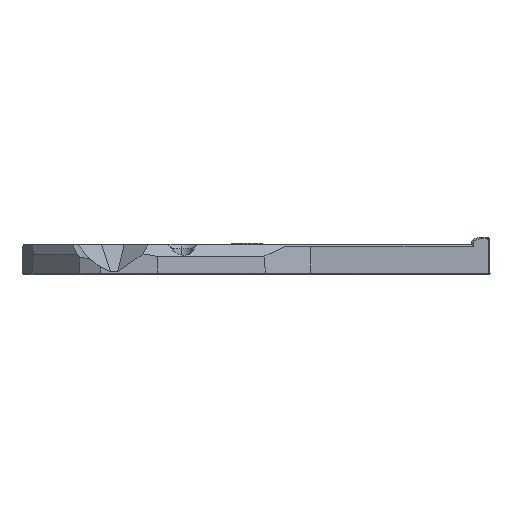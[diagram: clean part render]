
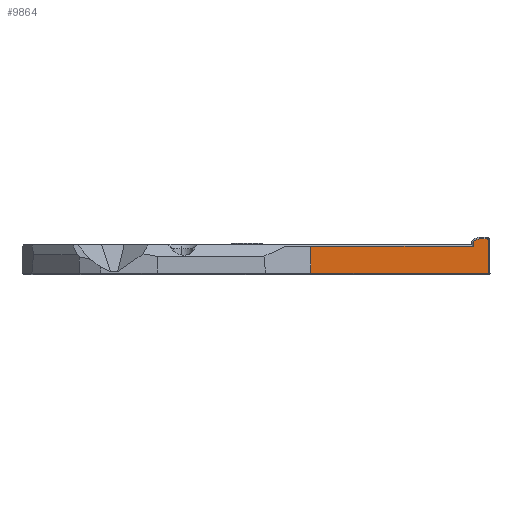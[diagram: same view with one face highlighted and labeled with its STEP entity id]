
A CAD part, left-side view. The second image highlights one B-rep face of the part: STEP entity #9864.
In plain terms, the highlighted planar face has unit normal (-1, 0, 0).
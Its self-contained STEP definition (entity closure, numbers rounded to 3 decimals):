
#132 = CARTESIAN_POINT ( 'NONE',  ( -21.6, 23.227, 1.6 ) ) ;
#289 = LINE ( 'NONE', #10547, #21691 ) ;
#372 = CARTESIAN_POINT ( 'NONE',  ( -21.6, 14.327, -7.4 ) ) ;
#609 = CARTESIAN_POINT ( 'NONE',  ( -21.6, -36.599, 0.717 ) ) ;
#1329 = AXIS2_PLACEMENT_3D ( 'NONE', #13796, #19267, #8363 ) ;
#1342 = EDGE_LOOP ( 'NONE', ( #17716, #13472, #7925, #16436, #14146, #4557, #9615, #6310, #16967, #18425, #3226 ) ) ;
#1523 = LINE ( 'NONE', #13919, #7164 ) ;
#1881 = CARTESIAN_POINT ( 'NONE',  ( -21.6, -39.999, 1. ) ) ;
#3226 = ORIENTED_EDGE ( 'NONE', *, *, #21286, .F. ) ;
#3450 = FACE_OUTER_BOUND ( 'NONE', #1342, .T. ) ;
#3498 = CIRCLE ( 'NONE', #1329, 0.6 ) ;
#3564 = DIRECTION ( 'NONE',  ( 0., 0., 1. ) ) ;
#4082 = VERTEX_POINT ( 'NONE', #15168 ) ;
#4205 = CARTESIAN_POINT ( 'NONE',  ( -21.6, -36.599, -1.45 ) ) ;
#4557 = ORIENTED_EDGE ( 'NONE', *, *, #20981, .F. ) ;
#4727 = VERTEX_POINT ( 'NONE', #609 ) ;
#4963 = DIRECTION ( 'NONE',  ( 0., -0.707, 0.707 ) ) ;
#5067 = CARTESIAN_POINT ( 'NONE',  ( -21.6, -36.599, -0.4 ) ) ;
#5309 = CARTESIAN_POINT ( 'NONE',  ( -21.6, -36.72, 0.838 ) ) ;
#5572 = DIRECTION ( 'NONE',  ( 0., 0., 1. ) ) ;
#6310 = ORIENTED_EDGE ( 'NONE', *, *, #11245, .F. ) ;
#6337 = DIRECTION ( 'NONE',  ( 0., 0., -1. ) ) ;
#6486 = EDGE_CURVE ( 'NONE', #12479, #9041, #22221, .T. ) ;
#6661 = DIRECTION ( 'NONE',  ( 0., -1., 0. ) ) ;
#6729 = CARTESIAN_POINT ( 'NONE',  ( -21.6, -38.559, -1. ) ) ;
#7164 = VECTOR ( 'NONE', #6661, 1000. ) ;
#7245 = DIRECTION ( 'NONE',  ( 1., 0., 0. ) ) ;
#7925 = ORIENTED_EDGE ( 'NONE', *, *, #12897, .F. ) ;
#8192 = DIRECTION ( 'NONE',  ( 0., -0.707, 0.707 ) ) ;
#8305 = VERTEX_POINT ( 'NONE', #20060 ) ;
#8363 = DIRECTION ( 'NONE',  ( 0., -0.707, 0.707 ) ) ;
#8757 = CARTESIAN_POINT ( 'NONE',  ( -21.6, -40.599, -7.4 ) ) ;
#9041 = VERTEX_POINT ( 'NONE', #9060 ) ;
#9060 = CARTESIAN_POINT ( 'NONE',  ( -21.6, -40.423, 1.424 ) ) ;
#9531 = VERTEX_POINT ( 'NONE', #9785 ) ;
#9566 = CARTESIAN_POINT ( 'NONE',  ( -21.6, 5.663, -7.4 ) ) ;
#9615 = ORIENTED_EDGE ( 'NONE', *, *, #11098, .F. ) ;
#9785 = CARTESIAN_POINT ( 'NONE',  ( -21.6, -40.599, 1. ) ) ;
#9864 = ADVANCED_FACE ( 'NONE', ( #3450 ), #12239, .T. ) ;
#10318 = DIRECTION ( 'NONE',  ( 1., 0., 0. ) ) ;
#10461 = VECTOR ( 'NONE', #6337, 1000. ) ;
#10547 = CARTESIAN_POINT ( 'NONE',  ( -21.6, 5.663, 48.662 ) ) ;
#11098 = EDGE_CURVE ( 'NONE', #8305, #4082, #17287, .T. ) ;
#11245 = EDGE_CURVE ( 'NONE', #20700, #8305, #19093, .T. ) ;
#11444 = AXIS2_PLACEMENT_3D ( 'NONE', #14686, #7245, #16424 ) ;
#11492 = VECTOR ( 'NONE', #14029, 1000. ) ;
#11688 = LINE ( 'NONE', #13383, #10461 ) ;
#12239 = PLANE ( 'NONE',  #21163 ) ;
#12345 = EDGE_CURVE ( 'NONE', #9041, #9531, #3498, .T. ) ;
#12479 = VERTEX_POINT ( 'NONE', #19498 ) ;
#12560 = VECTOR ( 'NONE', #21117, 1000. ) ;
#12897 = EDGE_CURVE ( 'NONE', #9531, #18525, #11688, .T. ) ;
#13383 = CARTESIAN_POINT ( 'NONE',  ( -21.6, -40.599, -8.75 ) ) ;
#13472 = ORIENTED_EDGE ( 'NONE', *, *, #19062, .T. ) ;
#13651 = DIRECTION ( 'NONE',  ( 0., 0.383, 0.924 ) ) ;
#13796 = CARTESIAN_POINT ( 'NONE',  ( -21.6, -39.999, 1. ) ) ;
#13919 = CARTESIAN_POINT ( 'NONE',  ( -21.6, 26.727, -0.4 ) ) ;
#14029 = DIRECTION ( 'NONE',  ( 0., -1., 0. ) ) ;
#14057 = VERTEX_POINT ( 'NONE', #15809 ) ;
#14142 = LINE ( 'NONE', #372, #12560 ) ;
#14146 = ORIENTED_EDGE ( 'NONE', *, *, #6486, .F. ) ;
#14686 = CARTESIAN_POINT ( 'NONE',  ( -21.6, -38.559, -1. ) ) ;
#14928 = AXIS2_PLACEMENT_3D ( 'NONE', #1881, #10318, #4963 ) ;
#15023 = DIRECTION ( 'NONE',  ( 1., 0., 0. ) ) ;
#15168 = CARTESIAN_POINT ( 'NONE',  ( -21.6, -38.559, 1.6 ) ) ;
#15303 = VECTOR ( 'NONE', #5572, 1000. ) ;
#15534 = VERTEX_POINT ( 'NONE', #9566 ) ;
#15622 = VERTEX_POINT ( 'NONE', #5067 ) ;
#15739 = LINE ( 'NONE', #132, #11492 ) ;
#15809 = CARTESIAN_POINT ( 'NONE',  ( -21.6, 5.663, -0.4 ) ) ;
#16134 = EDGE_CURVE ( 'NONE', #15622, #4727, #19799, .T. ) ;
#16424 = DIRECTION ( 'NONE',  ( 0., 0.383, 0.924 ) ) ;
#16436 = ORIENTED_EDGE ( 'NONE', *, *, #12345, .F. ) ;
#16967 = ORIENTED_EDGE ( 'NONE', *, *, #20279, .F. ) ;
#17156 = CARTESIAN_POINT ( 'NONE',  ( -21.6, 14.327, -52.207 ) ) ;
#17287 = CIRCLE ( 'NONE', #11444, 2.6 ) ;
#17313 = VECTOR ( 'NONE', #8192, 1000. ) ;
#17716 = ORIENTED_EDGE ( 'NONE', *, *, #20674, .T. ) ;
#18425 = ORIENTED_EDGE ( 'NONE', *, *, #16134, .F. ) ;
#18525 = VERTEX_POINT ( 'NONE', #8757 ) ;
#18887 = LINE ( 'NONE', #19002, #17313 ) ;
#19002 = CARTESIAN_POINT ( 'NONE',  ( -21.6, -11.902, -23.979 ) ) ;
#19062 = EDGE_CURVE ( 'NONE', #15534, #18525, #14142, .T. ) ;
#19093 = CIRCLE ( 'NONE', #22374, 2.6 ) ;
#19176 = DIRECTION ( 'NONE',  ( -1., 0., 0. ) ) ;
#19267 = DIRECTION ( 'NONE',  ( 1., 0., 0. ) ) ;
#19498 = CARTESIAN_POINT ( 'NONE',  ( -21.6, -39.999, 1.6 ) ) ;
#19799 = LINE ( 'NONE', #4205, #15303 ) ;
#20060 = CARTESIAN_POINT ( 'NONE',  ( -21.6, -37.564, 1.402 ) ) ;
#20279 = EDGE_CURVE ( 'NONE', #4727, #20700, #18887, .T. ) ;
#20674 = EDGE_CURVE ( 'NONE', #14057, #15534, #289, .T. ) ;
#20700 = VERTEX_POINT ( 'NONE', #5309 ) ;
#20914 = DIRECTION ( 'NONE',  ( 0., 0., -1. ) ) ;
#20981 = EDGE_CURVE ( 'NONE', #4082, #12479, #15739, .T. ) ;
#21117 = DIRECTION ( 'NONE',  ( 0., -1., 0. ) ) ;
#21163 = AXIS2_PLACEMENT_3D ( 'NONE', #17156, #19176, #3564 ) ;
#21286 = EDGE_CURVE ( 'NONE', #14057, #15622, #1523, .T. ) ;
#21691 = VECTOR ( 'NONE', #20914, 1000. ) ;
#22221 = CIRCLE ( 'NONE', #14928, 0.6 ) ;
#22374 = AXIS2_PLACEMENT_3D ( 'NONE', #6729, #15023, #13651 ) ;
